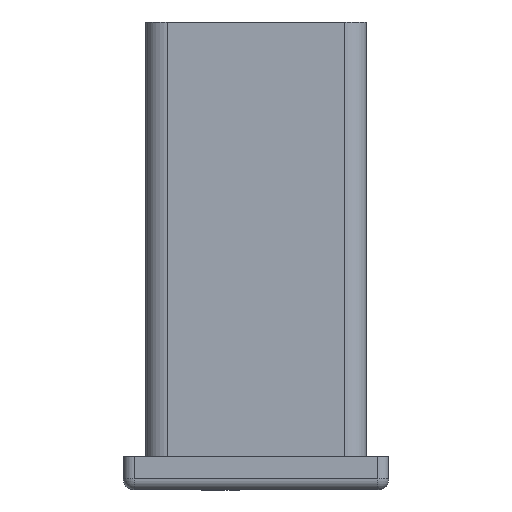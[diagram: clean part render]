
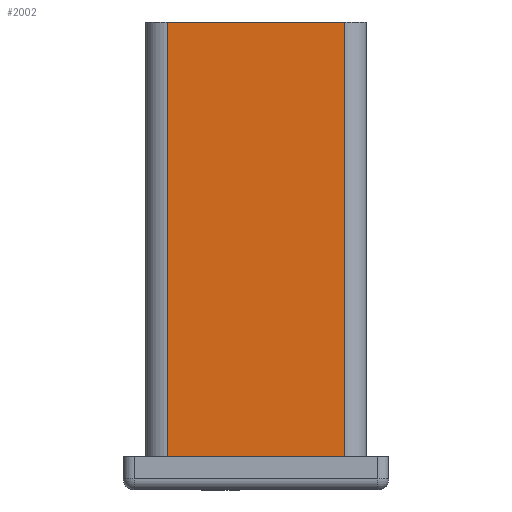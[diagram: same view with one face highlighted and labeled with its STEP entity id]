
A CAD part, left-side view. The second image highlights one B-rep face of the part: STEP entity #2002.
In plain terms, the highlighted planar face has unit normal (-1, 0, 0).
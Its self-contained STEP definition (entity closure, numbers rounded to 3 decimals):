
#797 = VERTEX_POINT('',#798);
#798 = CARTESIAN_POINT('',(-30.676,-0.984,
    -13.789));
#805 = EDGE_CURVE('',#806,#797,#808,.T.);
#806 = VERTEX_POINT('',#807);
#807 = CARTESIAN_POINT('',(-30.676,7.016,
    -13.789));
#808 = LINE('',#809,#810);
#809 = CARTESIAN_POINT('',(-30.676,3.016,
    -13.789));
#810 = VECTOR('',#811,1.);
#811 = DIRECTION('',(0.,-1.,0.));
#1984 = VERTEX_POINT('',#1985);
#1985 = CARTESIAN_POINT('',(-30.676,-0.984,
    5.857));
#1992 = EDGE_CURVE('',#1984,#797,#1993,.T.);
#1993 = LINE('',#1994,#1995);
#1994 = CARTESIAN_POINT('',(-30.676,-0.984,
    -13.285));
#1995 = VECTOR('',#1996,1.);
#1996 = DIRECTION('',(0.,0.,-1.));
#2002 = ADVANCED_FACE('',(#2003),#2021,.F.);
#2003 = FACE_BOUND('',#2004,.T.);
#2004 = EDGE_LOOP('',(#2005,#2006,#2007,#2015));
#2005 = ORIENTED_EDGE('',*,*,#805,.T.);
#2006 = ORIENTED_EDGE('',*,*,#1992,.F.);
#2007 = ORIENTED_EDGE('',*,*,#2008,.F.);
#2008 = EDGE_CURVE('',#2009,#1984,#2011,.T.);
#2009 = VERTEX_POINT('',#2010);
#2010 = CARTESIAN_POINT('',(-30.676,7.016,
    5.857));
#2011 = LINE('',#2012,#2013);
#2012 = CARTESIAN_POINT('',(-30.676,3.016,
    5.857));
#2013 = VECTOR('',#2014,1.);
#2014 = DIRECTION('',(0.,-1.,0.));
#2015 = ORIENTED_EDGE('',*,*,#2016,.T.);
#2016 = EDGE_CURVE('',#2009,#806,#2017,.T.);
#2017 = LINE('',#2018,#2019);
#2018 = CARTESIAN_POINT('',(-30.676,7.016,
    -13.285));
#2019 = VECTOR('',#2020,1.);
#2020 = DIRECTION('',(0.,0.,-1.));
#2021 = PLANE('',#2022);
#2022 = AXIS2_PLACEMENT_3D('',#2023,#2024,#2025);
#2023 = CARTESIAN_POINT('',(-30.676,3.016,
    -13.285));
#2024 = DIRECTION('',(1.,0.,0.));
#2025 = DIRECTION('',(0.,0.,-1.));
